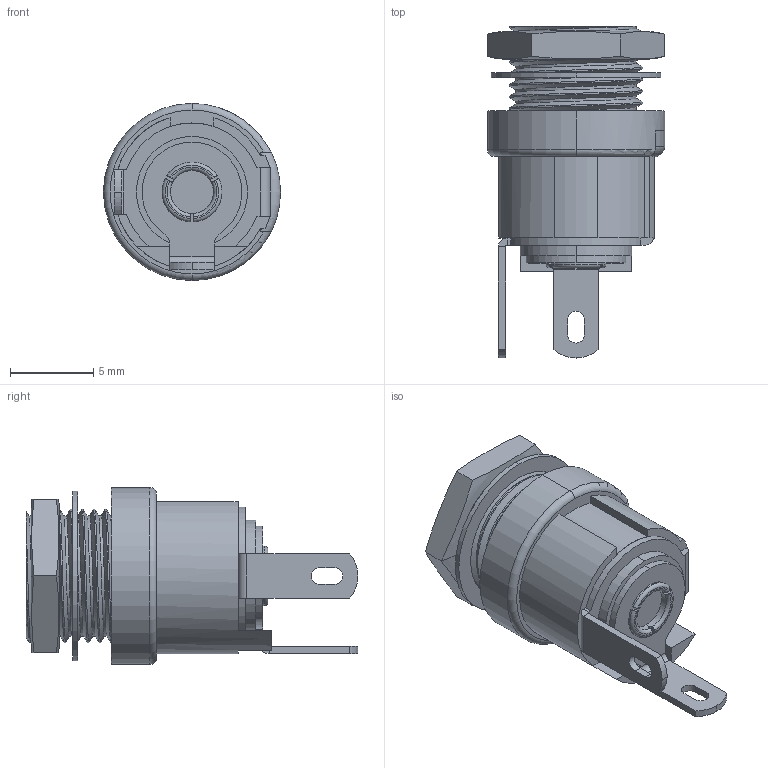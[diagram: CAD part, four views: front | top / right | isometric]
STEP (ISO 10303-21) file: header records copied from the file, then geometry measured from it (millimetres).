
FILE_DESCRIPTION (( 'STEP AP214' ), '1' );
FILE_NAME ('EJ501A.STEP', '2020-02-07T00:46:52', ( '' ), ( '' ), 'SwSTEP 2.0', 'SolidWorks 2017', '' );
FILE_SCHEMA (( 'AUTOMOTIVE_DESIGN' ));
Length unit declared in the file: millimetre
Products named in the file (1): EJ501A
Bounding box: 10.64 x 19.93 x 10.64 mm (x, y, z)
Volume: 735.5 mm3; surface area: 1680.7 mm2
Topology: 9 solids, 9 shells, 199 faces, 505 edges, 328 vertices
Faces by surface type: plane 94, cylinder 84, torus 14, sphere 4, bspline 3
Entity records: 7497 total; most frequent: CARTESIAN_POINT 2580, ORIENTED_EDGE 1010, DIRECTION 1005, EDGE_CURVE 505, AXIS2_PLACEMENT_3D 378, VERTEX_POINT 328, LINE 249, VECTOR 249
